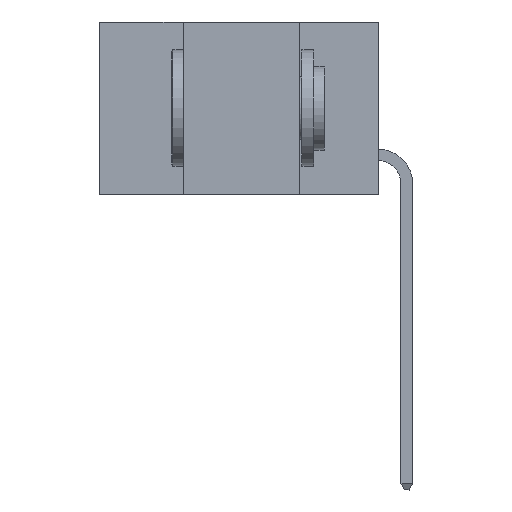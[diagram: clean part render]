
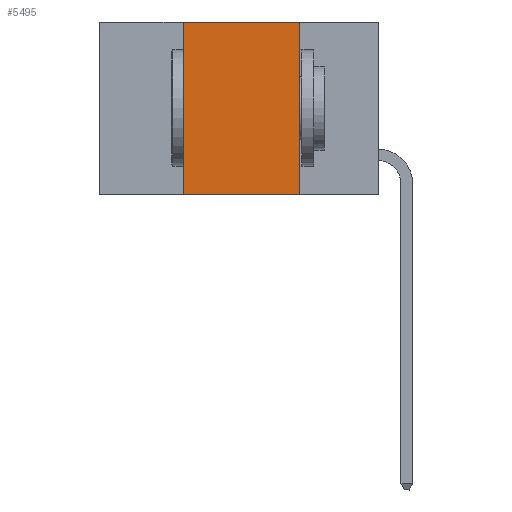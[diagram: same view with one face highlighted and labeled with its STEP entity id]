
A CAD part, left-side view. The second image highlights one B-rep face of the part: STEP entity #5495.
In plain terms, the highlighted planar face has unit normal (-1, 0, 0).
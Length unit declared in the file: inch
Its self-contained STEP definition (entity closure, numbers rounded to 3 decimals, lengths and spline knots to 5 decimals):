
#200 = VERTEX_POINT ( 'NONE', #8288 ) ;
#972 = VECTOR ( 'NONE', #5694, 39.37008 ) ;
#1636 = CARTESIAN_POINT ( 'NONE',  ( 0., 0.6, 0. ) ) ;
#1904 = LINE ( 'NONE', #6747, #6252 ) ;
#2267 = LINE ( 'NONE', #5473, #4396 ) ;
#2619 = CARTESIAN_POINT ( 'NONE',  ( 0., 0.17, -0.37 ) ) ;
#2704 = ORIENTED_EDGE ( 'NONE', *, *, #5060, .F. ) ;
#3045 = ORIENTED_EDGE ( 'NONE', *, *, #7611, .F. ) ;
#3195 = VERTEX_POINT ( 'NONE', #7521 ) ;
#3200 = DIRECTION ( 'NONE',  ( 1., 0., 0. ) ) ;
#3973 = EDGE_LOOP ( 'NONE', ( #3045, #2704, #6224, #7769 ) ) ;
#4060 = DIRECTION ( 'NONE',  ( 0., 0., -1. ) ) ;
#4396 = VECTOR ( 'NONE', #8685, 39.37008 ) ;
#4562 = LINE ( 'NONE', #8743, #7293 ) ;
#5060 = EDGE_CURVE ( 'NONE', #200, #9990, #6425, .T. ) ;
#5473 = CARTESIAN_POINT ( 'NONE',  ( 0., 0.42, -0.37 ) ) ;
#5495 = ADVANCED_FACE ( 'NONE', ( #8167 ), #8975, .F. ) ;
#5694 = DIRECTION ( 'NONE',  ( 0., -1., 0. ) ) ;
#5709 = CARTESIAN_POINT ( 'NONE',  ( 0., 0.17, 0. ) ) ;
#5863 = CARTESIAN_POINT ( 'NONE',  ( 0., 0.6, 0. ) ) ;
#6224 = ORIENTED_EDGE ( 'NONE', *, *, #6262, .F. ) ;
#6252 = VECTOR ( 'NONE', #10222, 39.37008 ) ;
#6262 = EDGE_CURVE ( 'NONE', #3195, #200, #2267, .T. ) ;
#6425 = LINE ( 'NONE', #1636, #972 ) ;
#6747 = CARTESIAN_POINT ( 'NONE',  ( 0., 0.6, -0.37 ) ) ;
#7293 = VECTOR ( 'NONE', #7979, 39.37008 ) ;
#7521 = CARTESIAN_POINT ( 'NONE',  ( 0., 0.42, -0.37 ) ) ;
#7611 = EDGE_CURVE ( 'NONE', #9990, #7978, #4562, .T. ) ;
#7769 = ORIENTED_EDGE ( 'NONE', *, *, #10160, .T. ) ;
#7978 = VERTEX_POINT ( 'NONE', #2619 ) ;
#7979 = DIRECTION ( 'NONE',  ( 0., 0., -1. ) ) ;
#8167 = FACE_OUTER_BOUND ( 'NONE', #3973, .T. ) ;
#8288 = CARTESIAN_POINT ( 'NONE',  ( 0., 0.42, 0. ) ) ;
#8685 = DIRECTION ( 'NONE',  ( 0., 0., 1. ) ) ;
#8743 = CARTESIAN_POINT ( 'NONE',  ( 0., 0.17, -0.37 ) ) ;
#8854 = AXIS2_PLACEMENT_3D ( 'NONE', #5863, #3200, #4060 ) ;
#8975 = PLANE ( 'NONE',  #8854 ) ;
#9990 = VERTEX_POINT ( 'NONE', #5709 ) ;
#10160 = EDGE_CURVE ( 'NONE', #3195, #7978, #1904, .T. ) ;
#10222 = DIRECTION ( 'NONE',  ( 0., -1., 0. ) ) ;
